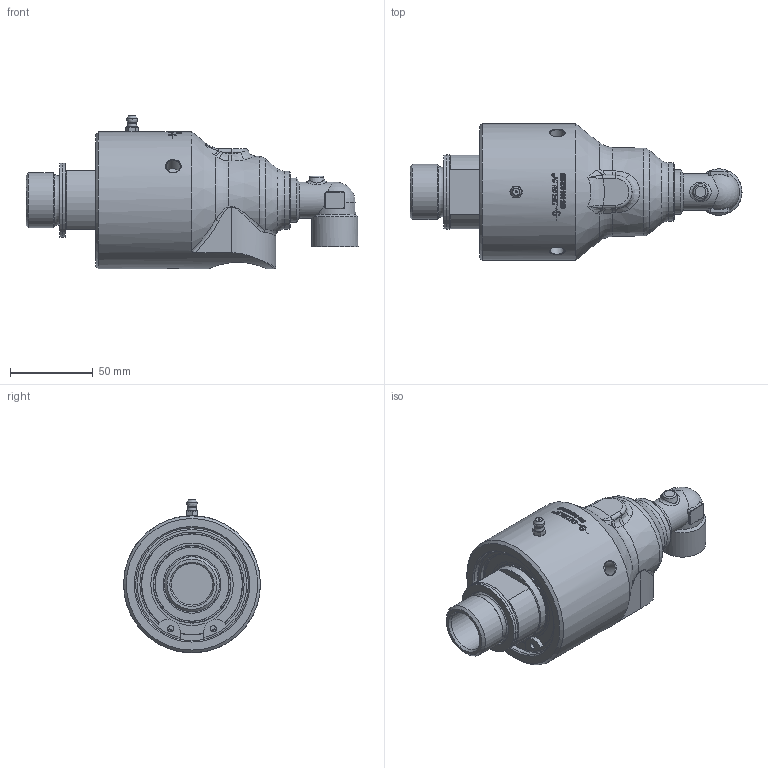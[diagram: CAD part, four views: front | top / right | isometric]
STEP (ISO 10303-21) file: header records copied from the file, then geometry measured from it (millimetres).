
FILE_DESCRIPTION(/* description */ (''),/* implementation_level */ '2;1');
FILE_NAME(/* name */ '355-000-222255-IC.stp',/* time_stamp */ '2020-05-17T19:05:50-05:00',/* author */ ('Moorera'),/* organization */ (''),/* preprocessor_version */ 'ST-DEVELOPER v18.1',/* originating_system */ 'Autodesk Inventor 2020',/* authorisation */ '');
FILE_SCHEMA (('AUTOMOTIVE_DESIGN { 1 0 10303 214 3 1 1 }'));
Length unit declared in the file: millimetre
Products named in the file (1): 355-000-222255-IC
Bounding box: 200.31 x 82.6 x 92.59 mm (x, y, z)
Volume: 507517.5 mm3; surface area: 57622 mm2
Topology: 1 solids, 6 shells, 564 faces, 1476 edges, 970 vertices
Faces by surface type: plane 210, bspline 184, cylinder 108, cone 36, torus 21, sphere 5
Full cylindrical faces by diameter (mm): 3 x1, 3.72 x2, 8.6 x3, 18.25 x1, 22 x1, 25 x1, 28 x1, 28.575 x1, 33.249 x1, 34.9 x2, 44.5 x1, 44.65 x2, 49.775 x1, 60.725 x1, 61.1 x1, 68.1 x1, 73.8 x1, 82.6 x1
Entity records: 25467 total; most frequent: CARTESIAN_POINT 12125, ORIENTED_EDGE 2940, DIRECTION 2348, EDGE_CURVE 1470, VERTEX_POINT 970, AXIS2_PLACEMENT_3D 930, EDGE_LOOP 621, FACE_OUTER_BOUND 564
